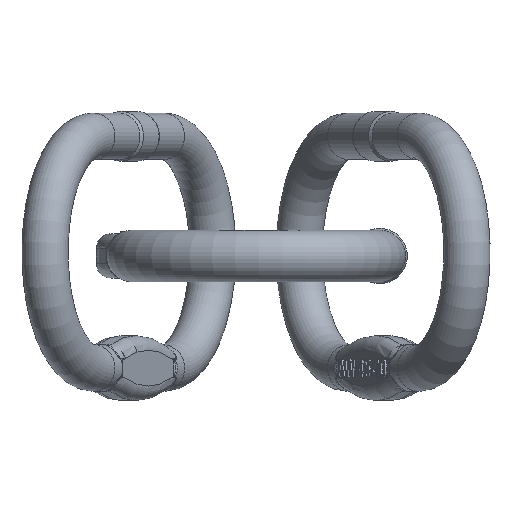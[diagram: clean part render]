
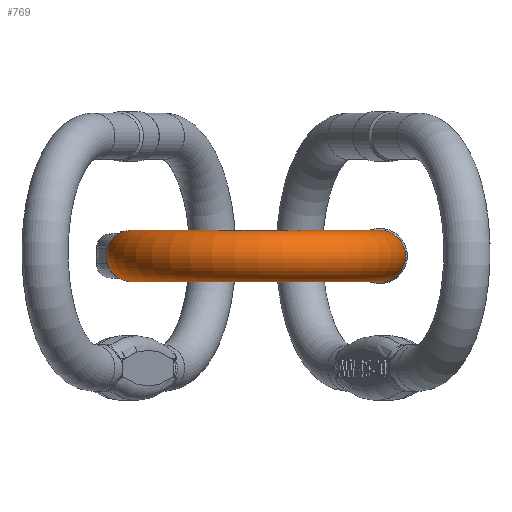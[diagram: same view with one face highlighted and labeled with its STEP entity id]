
A CAD part, front view. The second image highlights one B-rep face of the part: STEP entity #769.
In plain terms, the highlighted toroidal (fillet/blend) face has major radius 120 mm and minor radius 25 mm.
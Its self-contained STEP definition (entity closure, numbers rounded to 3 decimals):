
#135=TOROIDAL_SURFACE('',#6532,120.,25.);
#769=ADVANCED_FACE('',(#1875,#1876),#135,.T.);
#1233=CIRCLE('',#6527,25.);
#1234=CIRCLE('',#6529,25.);
#1875=FACE_BOUND('',#2085,.T.);
#1876=FACE_BOUND('',#2086,.T.);
#2085=EDGE_LOOP('',(#3066));
#2086=EDGE_LOOP('',(#3067));
#3066=ORIENTED_EDGE('',*,*,#5170,.T.);
#3067=ORIENTED_EDGE('',*,*,#5171,.F.);
#4475=VERTEX_POINT('',#11048);
#4476=VERTEX_POINT('',#11051);
#5170=EDGE_CURVE('',#4475,#4475,#1233,.T.);
#5171=EDGE_CURVE('',#4476,#4476,#1234,.T.);
#6527=AXIS2_PLACEMENT_3D('',#11047,#7180,#7181);
#6529=AXIS2_PLACEMENT_3D('',#11050,#7184,#7185);
#6532=AXIS2_PLACEMENT_3D('',#11055,#7190,#7191);
#7180=DIRECTION('',(0.,-1.,0.));
#7181=DIRECTION('',(0.,0.,1.));
#7184=DIRECTION('',(0.,1.,0.));
#7185=DIRECTION('',(0.,0.,1.));
#7190=DIRECTION('',(0.,0.,1.));
#7191=DIRECTION('',(1.,0.,0.));
#11047=CARTESIAN_POINT('',(-120.,-80.,0.));
#11048=CARTESIAN_POINT('',(-120.,-80.,25.));
#11050=CARTESIAN_POINT('',(120.,-80.,0.));
#11051=CARTESIAN_POINT('',(120.,-80.,25.));
#11055=CARTESIAN_POINT('',(0.,-80.,0.));
